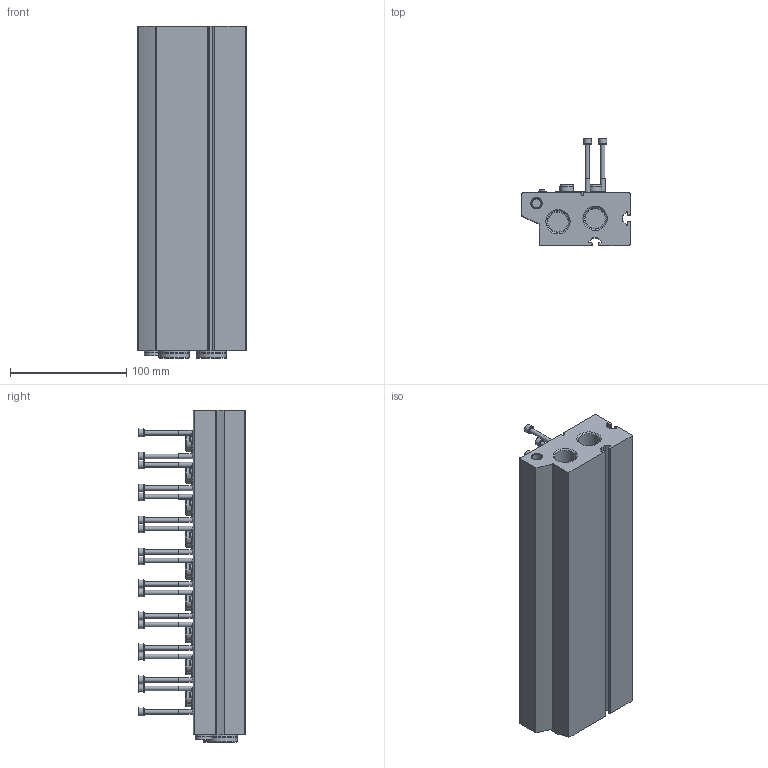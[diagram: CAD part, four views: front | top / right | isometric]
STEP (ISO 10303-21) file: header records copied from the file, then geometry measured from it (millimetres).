
FILE_DESCRIPTION(/* description */ ('STEP AP214'),/* implementation_level */ '2;1');
FILE_NAME(/* name */ '8026286_VABM-B10-25E-G12-9-P3',/* time_stamp */ '2024-09-15T21:45:56+02:00',/* author */ ('License CC BY-ND 4.0'),/* organization */ ('CADENAS'),/* preprocessor_version */ 'ST-DEVELOPER v19.3',/* originating_system */ 'PARTsolutions',/* authorisation */ ' ');
FILE_SCHEMA (('AUTOMOTIVE_DESIGN {1 0 10303 214 3 1 1}'));
Length unit declared in the file: millimetre
Products named in the file (7): 8026286 VABM-B10-25E-G12-9-P3; 8026286 VABM-B10-25E-G12-9-P3---(M); 1841565 VUVS-G14-2---(S); 2833735 F-M4x50-10.9; 1743809 VUVS-M5---(S); 3571 B-1/2---(Plug); 3568 B-1/8---(Plug)
Assembly tree (40 placements, depth 2):
  8026286 VABM-B10-25E-G12-9-P3
    8026286 VABM-B10-25E-G12-9-P3---(M)
    1841565 VUVS-G14-2---(S)  x9
    2833735 F-M4x50-10.9  x18
    1743809 VUVS-M5---(S)  x9
    3571 B-1/2---(Plug)  x2
    3568 B-1/8---(Plug)
Bounding box: 93 x 91.8 x 285.85 mm (x, y, z)
Volume: 916206 mm3; surface area: 187299.2 mm2
Topology: 40 solids, 40 shells, 1552 faces, 3650 edges, 2316 vertices
Faces by surface type: plane 724, cylinder 469, cone 284, torus 75
Full cylindrical faces by diameter (mm): 2.9 x9, 3.242 x19, 3.5 x1, 3.9 x18, 4 x18, 4.134 x3, 4.2 x9, 4.6 x9, 5.5 x4, 6.1 x9, 7 x36, 8.2 x1, 8.566 x2, 8.6 x18, 9 x9, 9.728 x1, 11.6 x18, 12.6 x1, 14 x2, 14.6 x18, 17.6 x2, 18.631 x4, 20.955 x2, 23.4 x2, 26 x4
Entity records: 11485 total; most frequent: CARTESIAN_POINT 2247, DIRECTION 1944, ORIENTED_EDGE 1516, AXIS2_PLACEMENT_3D 789, EDGE_CURVE 758, FACE_BOUND 695, EDGE_LOOP 672, VERTEX_POINT 597
